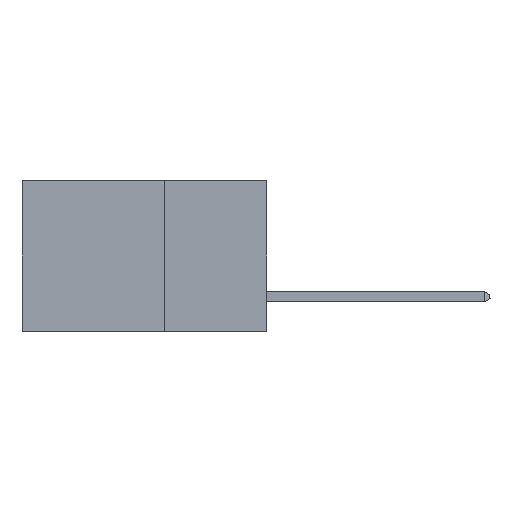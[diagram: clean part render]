
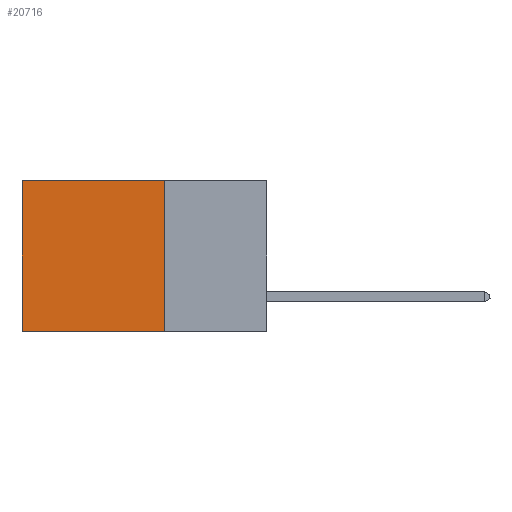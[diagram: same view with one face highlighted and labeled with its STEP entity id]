
A CAD part, left-side view. The second image highlights one B-rep face of the part: STEP entity #20716.
In plain terms, the highlighted planar face has unit normal (-1, 0, 0).
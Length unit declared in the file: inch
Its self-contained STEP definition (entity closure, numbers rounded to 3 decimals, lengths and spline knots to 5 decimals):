
#10 = LINE ( 'NONE', #12706, #46667 ) ;
#996 = CARTESIAN_POINT ( 'NONE',  ( 0.2875, 0.25, 0. ) ) ;
#1062 = DIRECTION ( 'NONE',  ( 0., 1., 0. ) ) ;
#1273 = CARTESIAN_POINT ( 'NONE',  ( 0.2875, 0.25, 0. ) ) ;
#1408 = VERTEX_POINT ( 'NONE', #25438 ) ;
#4505 = FACE_OUTER_BOUND ( 'NONE', #13908, .T. ) ;
#7348 = CARTESIAN_POINT ( 'NONE',  ( 0.2875, 0.25, 0. ) ) ;
#7867 = VECTOR ( 'NONE', #26771, 39.37008 ) ;
#8949 = EDGE_CURVE ( 'NONE', #1408, #28226, #22502, .T. ) ;
#9432 = LINE ( 'NONE', #1273, #26690 ) ;
#11234 = DIRECTION ( 'NONE',  ( 1., 0., 0. ) ) ;
#11709 = EDGE_CURVE ( 'NONE', #27823, #1408, #9432, .T. ) ;
#12206 = DIRECTION ( 'NONE',  ( 0., 0., -1. ) ) ;
#12706 = CARTESIAN_POINT ( 'NONE',  ( 0.2875, 0.6, 0. ) ) ;
#13908 = EDGE_LOOP ( 'NONE', ( #37757, #32129, #16267, #28556 ) ) ;
#16267 = ORIENTED_EDGE ( 'NONE', *, *, #11709, .F. ) ;
#20716 = ADVANCED_FACE ( 'NONE', ( #4505 ), #29384, .F. ) ;
#22502 = LINE ( 'NONE', #45475, #30528 ) ;
#23673 = DIRECTION ( 'NONE',  ( 0., 0., -1. ) ) ;
#23930 = DIRECTION ( 'NONE',  ( 0., 0., -1. ) ) ;
#24992 = EDGE_CURVE ( 'NONE', #27823, #35184, #33229, .T. ) ;
#25438 = CARTESIAN_POINT ( 'NONE',  ( 0.2875, 0.25, -0.37 ) ) ;
#26690 = VECTOR ( 'NONE', #23673, 39.37008 ) ;
#26771 = DIRECTION ( 'NONE',  ( 0., 1., 0. ) ) ;
#27823 = VERTEX_POINT ( 'NONE', #47682 ) ;
#27962 = CARTESIAN_POINT ( 'NONE',  ( 0.2875, 0.6, -0.37 ) ) ;
#28226 = VERTEX_POINT ( 'NONE', #27962 ) ;
#28556 = ORIENTED_EDGE ( 'NONE', *, *, #24992, .T. ) ;
#29384 = PLANE ( 'NONE',  #34339 ) ;
#30528 = VECTOR ( 'NONE', #1062, 39.37008 ) ;
#31948 = CARTESIAN_POINT ( 'NONE',  ( 0.2875, 0.6, 0. ) ) ;
#32129 = ORIENTED_EDGE ( 'NONE', *, *, #8949, .F. ) ;
#33229 = LINE ( 'NONE', #996, #7867 ) ;
#34339 = AXIS2_PLACEMENT_3D ( 'NONE', #7348, #11234, #12206 ) ;
#35184 = VERTEX_POINT ( 'NONE', #31948 ) ;
#37757 = ORIENTED_EDGE ( 'NONE', *, *, #40704, .T. ) ;
#40704 = EDGE_CURVE ( 'NONE', #35184, #28226, #10, .T. ) ;
#45475 = CARTESIAN_POINT ( 'NONE',  ( 0.2875, 0.25, -0.37 ) ) ;
#46667 = VECTOR ( 'NONE', #23930, 39.37008 ) ;
#47682 = CARTESIAN_POINT ( 'NONE',  ( 0.2875, 0.25, 0. ) ) ;
